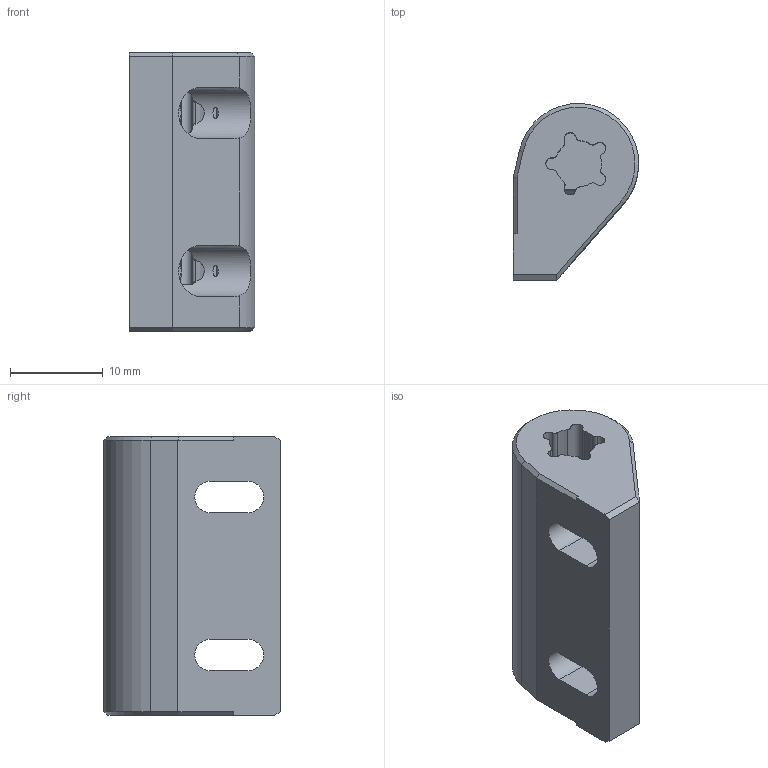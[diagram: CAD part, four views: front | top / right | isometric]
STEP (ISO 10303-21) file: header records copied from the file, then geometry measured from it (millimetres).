
FILE_DESCRIPTION(/* description */ (''),/* implementation_level */ '2;1');
FILE_NAME(/* name */ 'mini_fridge_bottom_latch_left v1.step',/* time_stamp */ '2024-11-15T00:09:28-05:00',/* author */ (''),/* organization */ (''),/* preprocessor_version */ 'ST-DEVELOPER v20',/* originating_system */ 'Autodesk Translation Framework v13.20.0.188',/* authorisation */ '');
FILE_SCHEMA (('AUTOMOTIVE_DESIGN { 1 0 10303 214 3 1 1 }'));
Length unit declared in the file: millimetre
Products named in the file (1): (Unsaved)
Bounding box: 13.5 x 19.02 x 30 mm (x, y, z)
Volume: 4393.9 mm3; surface area: 2786.7 mm2
Topology: 1 solids, 1 shells, 62 faces, 177 edges, 116 vertices
Faces by surface type: cylinder 33, plane 27, cone 2
Entity records: 2355 total; most frequent: CARTESIAN_POINT 644, ORIENTED_EDGE 354, DIRECTION 349, EDGE_CURVE 177, AXIS2_PLACEMENT_3D 125, VERTEX_POINT 116, LINE 99, VECTOR 99
